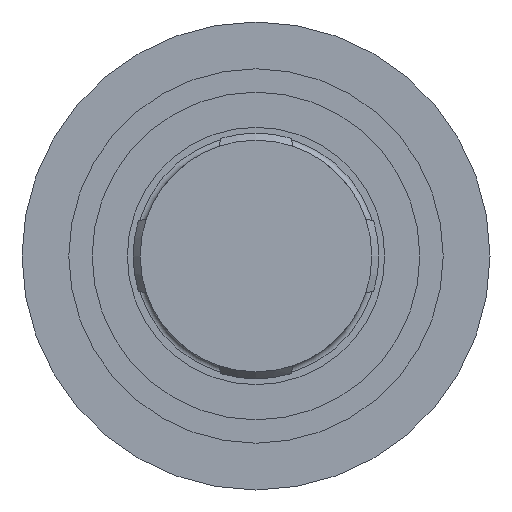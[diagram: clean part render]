
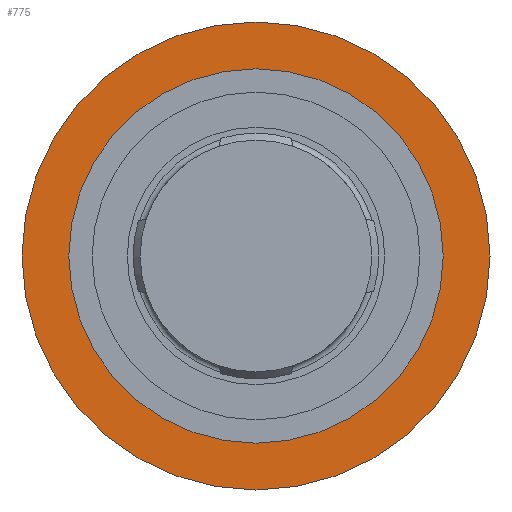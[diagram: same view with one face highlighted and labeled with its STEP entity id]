
A CAD part, front view. The second image highlights one B-rep face of the part: STEP entity #775.
In plain terms, the highlighted face is planar.
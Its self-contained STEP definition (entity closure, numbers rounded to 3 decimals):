
#79=CIRCLE('',#857,20.);
#80=CIRCLE('',#859,16.);
#211=ORIENTED_EDGE('',*,*,#287,.F.);
#212=ORIENTED_EDGE('',*,*,#286,.T.);
#286=EDGE_CURVE('',#335,#335,#79,.T.);
#287=EDGE_CURVE('',#336,#336,#80,.T.);
#335=VERTEX_POINT('',#1220);
#336=VERTEX_POINT('',#1223);
#433=EDGE_LOOP('',(#211));
#434=EDGE_LOOP('',(#212));
#489=FACE_BOUND('',#433,.T.);
#490=FACE_BOUND('',#434,.T.);
#520=PLANE('',#858);
#775=ADVANCED_FACE('',(#489,#490),#520,.F.);
#857=AXIS2_PLACEMENT_3D('',#1219,#1026,#1027);
#858=AXIS2_PLACEMENT_3D('',#1221,#1028,#1029);
#859=AXIS2_PLACEMENT_3D('',#1222,#1030,#1031);
#1026=DIRECTION('',(1.,0.,0.));
#1027=DIRECTION('',(0.,0.,-1.));
#1028=DIRECTION('',(-1.,0.,0.));
#1029=DIRECTION('',(0.,0.,1.));
#1030=DIRECTION('',(1.,0.,0.));
#1031=DIRECTION('',(0.,0.,-1.));
#1219=CARTESIAN_POINT('',(-17.,0.,0.));
#1220=CARTESIAN_POINT('',(-17.,0.,-20.));
#1221=CARTESIAN_POINT('',(-17.,20.,0.));
#1222=CARTESIAN_POINT('',(-17.,0.,0.));
#1223=CARTESIAN_POINT('',(-17.,0.,-16.));
